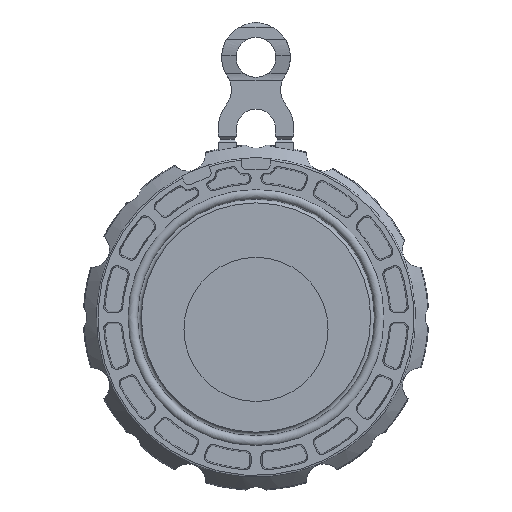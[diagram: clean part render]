
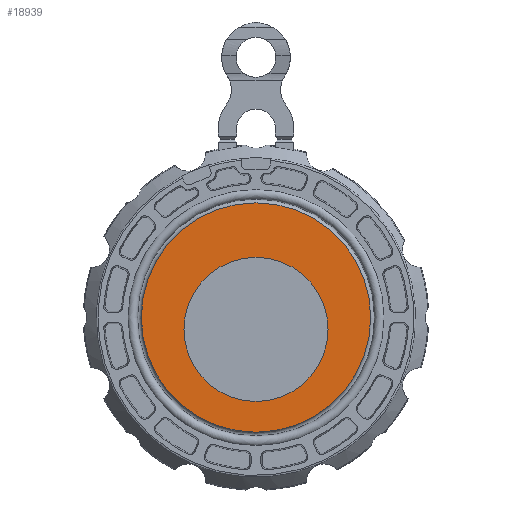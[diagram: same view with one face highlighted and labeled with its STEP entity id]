
A CAD part, left-side view. The second image highlights one B-rep face of the part: STEP entity #18939.
In plain terms, the highlighted planar face has unit normal (-1, 0, 0).
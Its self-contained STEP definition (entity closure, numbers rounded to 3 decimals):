
#1305=CARTESIAN_POINT('',(-11.5,0.,30.5));
#1306=VERTEX_POINT('',#1305);
#1307=CARTESIAN_POINT('',(-11.5,0.0,-6.));
#1308=DIRECTION('',(1.0,0.0,0.0));
#1309=DIRECTION('',(0.0,0.0,-1.0));
#1310=AXIS2_PLACEMENT_3D('',#1307,#1308,#1309);
#1311=CIRCLE('',#1310,36.5);
#1312=EDGE_CURVE('',#1306,#1306,#1311,.T.);
#1333=CARTESIAN_POINT('',(-11.5,0.,58.1));
#1334=VERTEX_POINT('',#1333);
#1335=CARTESIAN_POINT('',(-11.5,0.0,0.0));
#1336=DIRECTION('',(-1.0,0.0,0.0));
#1337=DIRECTION('',(0.0,0.0,-1.0));
#1338=AXIS2_PLACEMENT_3D('',#1335,#1336,#1337);
#1339=CIRCLE('',#1338,58.1);
#1340=EDGE_CURVE('',#1334,#1334,#1339,.T.);
#18928=CARTESIAN_POINT('',(-11.5,-36.968,15.313));
#18929=DIRECTION('',(-1.0,0.0,0.0));
#18930=DIRECTION('',(0.0,0.0,1.0));
#18931=AXIS2_PLACEMENT_3D('',#18928,#18929,#18930);
#18932=PLANE('',#18931);
#18933=ORIENTED_EDGE('',*,*,#1340,.T.);
#18934=EDGE_LOOP('',(#18933));
#18935=FACE_OUTER_BOUND('',#18934,.T.);
#18936=ORIENTED_EDGE('',*,*,#1312,.T.);
#18937=EDGE_LOOP('',(#18936));
#18938=FACE_BOUND('',#18937,.T.);
#18939=ADVANCED_FACE('',(#18935,#18938),#18932,.T.);
